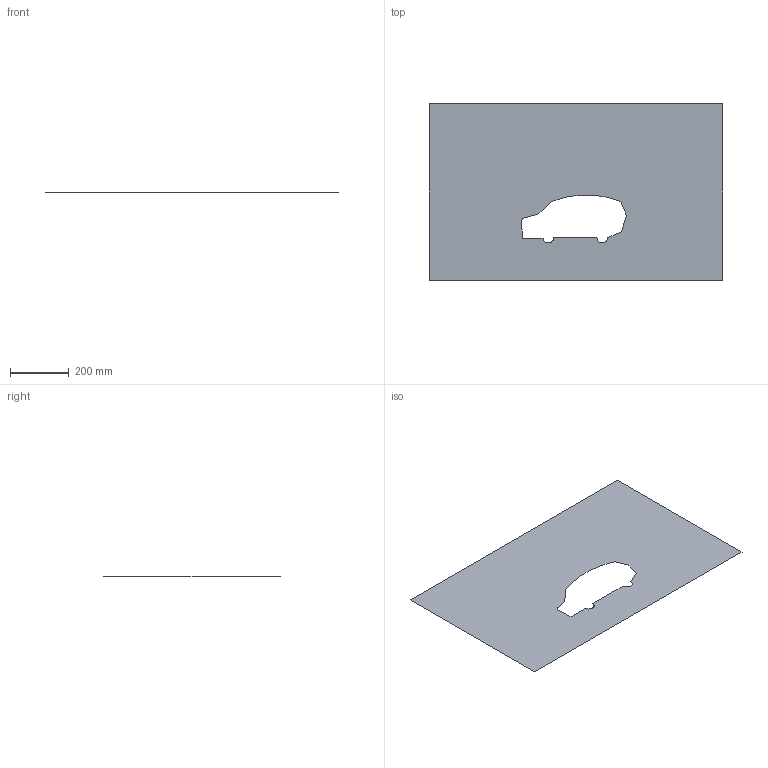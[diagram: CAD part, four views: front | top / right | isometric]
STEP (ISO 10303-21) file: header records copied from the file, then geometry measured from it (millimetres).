
FILE_DESCRIPTION(('WelSim Geometry'),'2;1');
FILE_NAME( 'Geom14.step', '2022-06-21T00:52:06',('WELSIM'),('WelSimulation LLC'), 'Open CASCADE STEP processor 7.4','WelSim23','Unknown');
FILE_SCHEMA(('AUTOMOTIVE_DESIGN { 1 0 10303 214 1 1 1 1 }'));
Length unit declared in the file: millimetre
Products named in the file (1): Geom__MultiDiff
Bounding box: 1000 x 600 x 0 mm (x, y, z)
Surface area: 556977.1 mm2 (no closed solid volume)
Topology: 0 solids, 1 shells, 1 faces, 17 edges, 17 vertices
Faces by surface type: plane 1
Entity records: 288 total; most frequent: CARTESIAN_POINT 53, DIRECTION 43, LINE 24, VECTOR 24, ORIENTED_EDGE 17, EDGE_CURVE 17, VERTEX_POINT 17, SURFACE_CURVE 17
